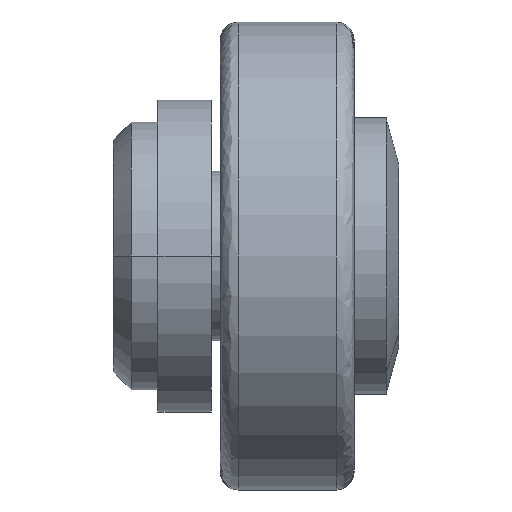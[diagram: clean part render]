
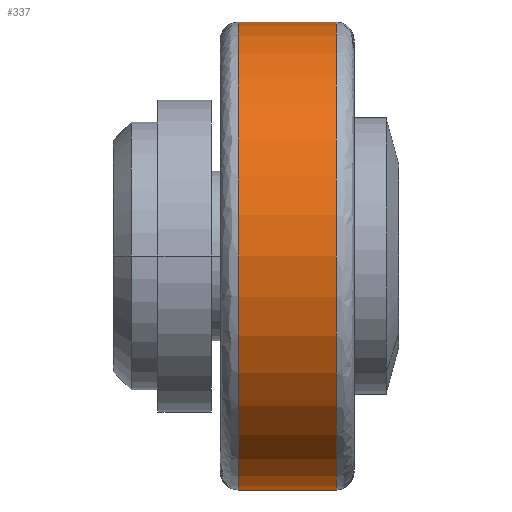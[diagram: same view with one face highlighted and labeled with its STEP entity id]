
A CAD part, front view. The second image highlights one B-rep face of the part: STEP entity #337.
In plain terms, the highlighted cylindrical face has radius 26.25 mm (diameter 52.5 mm), a partial arc.
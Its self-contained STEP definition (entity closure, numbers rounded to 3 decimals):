
#111 = EDGE_CURVE ( 'NONE', #2842, #2843, #715, .T. ) ;
#119 = EDGE_CURVE ( 'NONE', #2838, #2837, #724, .T. ) ;
#126 = EDGE_CURVE ( 'NONE', #2837, #2842, #721, .T. ) ;
#128 = EDGE_CURVE ( 'NONE', #2838, #2843, #729, .T. ) ;
#337 = ADVANCED_FACE ( 'NONE', ( #975 ), #978, .T. ) ;
#440 = AXIS2_PLACEMENT_3D ( 'NONE', #3240, #3246, #3247 ) ;
#443 = AXIS2_PLACEMENT_3D ( 'NONE', #1300, #1301, #1302 ) ;
#555 = AXIS2_PLACEMENT_3D ( 'NONE', #2054, #2053, #2052 ) ;
#715 = CIRCLE ( 'NONE', #440, 26.25 ) ;
#721 = LINE ( 'NONE', #1423, #728 ) ;
#724 = CIRCLE ( 'NONE', #443, 26.25 ) ;
#728 = VECTOR ( 'NONE', #1424, 1000. ) ;
#729 = LINE ( 'NONE', #1429, #732 ) ;
#732 = VECTOR ( 'NONE', #1430, 1000. ) ;
#975 = FACE_OUTER_BOUND ( 'NONE', #3819, .T. ) ;
#978 = CYLINDRICAL_SURFACE ( 'NONE', #555, 26.25 ) ;
#1300 = CARTESIAN_POINT ( 'NONE',  ( 2., 0., 0. ) ) ;
#1301 = DIRECTION ( 'NONE',  ( -1., 0., 0. ) ) ;
#1302 = DIRECTION ( 'NONE',  ( 0., 0., -1. ) ) ;
#1423 = CARTESIAN_POINT ( 'NONE',  ( 7.5, 0., 26.25 ) ) ;
#1424 = DIRECTION ( 'NONE',  ( 1., 0., 0. ) ) ;
#1429 = CARTESIAN_POINT ( 'NONE',  ( 7.5, 0., -26.25 ) ) ;
#1430 = DIRECTION ( 'NONE',  ( 1., 0., 0. ) ) ;
#2052 = DIRECTION ( 'NONE',  ( 0., 0., -1. ) ) ;
#2053 = DIRECTION ( 'NONE',  ( 1., 0., 0. ) ) ;
#2054 = CARTESIAN_POINT ( 'NONE',  ( 7.5, 0., 0. ) ) ;
#2340 = CARTESIAN_POINT ( 'NONE',  ( 2., 0., 26.25 ) ) ;
#2341 = CARTESIAN_POINT ( 'NONE',  ( 2., 0., -26.25 ) ) ;
#2345 = CARTESIAN_POINT ( 'NONE',  ( 13., 0., 26.25 ) ) ;
#2346 = CARTESIAN_POINT ( 'NONE',  ( 13., 0., -26.25 ) ) ;
#2652 = ORIENTED_EDGE ( 'NONE', *, *, #111, .F. ) ;
#2662 = ORIENTED_EDGE ( 'NONE', *, *, #128, .T. ) ;
#2668 = ORIENTED_EDGE ( 'NONE', *, *, #126, .F. ) ;
#2672 = ORIENTED_EDGE ( 'NONE', *, *, #119, .F. ) ;
#2837 = VERTEX_POINT ( 'NONE', #2340 ) ;
#2838 = VERTEX_POINT ( 'NONE', #2341 ) ;
#2842 = VERTEX_POINT ( 'NONE', #2345 ) ;
#2843 = VERTEX_POINT ( 'NONE', #2346 ) ;
#3240 = CARTESIAN_POINT ( 'NONE',  ( 13., 0., 0. ) ) ;
#3246 = DIRECTION ( 'NONE',  ( 1., 0., 0. ) ) ;
#3247 = DIRECTION ( 'NONE',  ( 0., 0., -1. ) ) ;
#3819 = EDGE_LOOP ( 'NONE', ( #2668, #2672, #2662, #2652 ) ) ;
